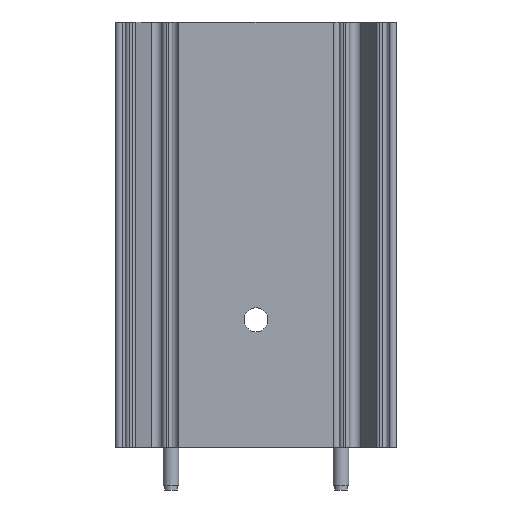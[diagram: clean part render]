
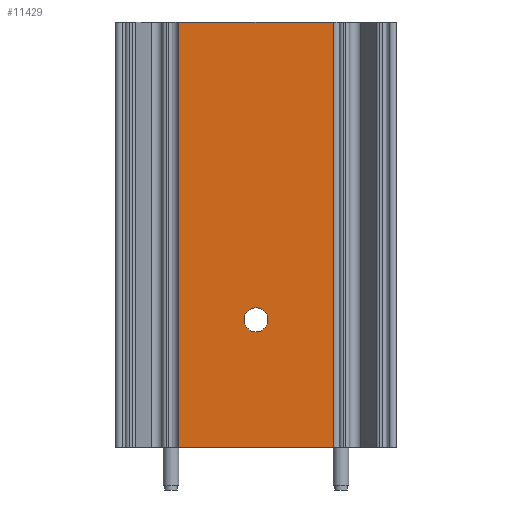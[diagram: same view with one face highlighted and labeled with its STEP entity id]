
A CAD part, front view. The second image highlights one B-rep face of the part: STEP entity #11429.
In plain terms, the highlighted planar face has unit normal (0, -1, 0).
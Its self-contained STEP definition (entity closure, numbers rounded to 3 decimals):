
#91 = PLANE('',#92);
#92 = AXIS2_PLACEMENT_3D('',#93,#94,#95);
#93 = CARTESIAN_POINT('',(0.,0.,31.75));
#94 = DIRECTION('',(0.,0.,1.));
#95 = DIRECTION('',(1.,0.,-0.));
#145 = PLANE('',#146);
#146 = AXIS2_PLACEMENT_3D('',#147,#148,#149);
#147 = CARTESIAN_POINT('',(0.,0.,-31.75));
#148 = DIRECTION('',(0.,0.,1.));
#149 = DIRECTION('',(1.,0.,-0.));
#1512 = VERTEX_POINT('',#1513);
#1513 = CARTESIAN_POINT('',(11.544,0.,31.75));
#1532 = CYLINDRICAL_SURFACE('',#1533,1.156);
#1533 = AXIS2_PLACEMENT_3D('',#1534,#1535,#1536);
#1534 = CARTESIAN_POINT('',(12.7,0.,-31.75));
#1535 = DIRECTION('',(0.,0.,-1.));
#1536 = DIRECTION('',(-1.,0.,0.));
#1544 = EDGE_CURVE('',#1545,#1512,#1547,.T.);
#1545 = VERTEX_POINT('',#1546);
#1546 = CARTESIAN_POINT('',(-11.544,0.,31.75));
#1547 = SURFACE_CURVE('',#1548,(#1552,#1559),.PCURVE_S1.);
#1548 = LINE('',#1549,#1550);
#1549 = CARTESIAN_POINT('',(-11.544,0.,31.75));
#1550 = VECTOR('',#1551,1.);
#1551 = DIRECTION('',(1.,0.,0.));
#1552 = PCURVE('',#91,#1553);
#1553 = DEFINITIONAL_REPRESENTATION('',(#1554),#1558);
#1554 = LINE('',#1555,#1556);
#1555 = CARTESIAN_POINT('',(-11.544,0.));
#1556 = VECTOR('',#1557,1.);
#1557 = DIRECTION('',(1.,0.));
#1558 = ( GEOMETRIC_REPRESENTATION_CONTEXT(2) 
PARAMETRIC_REPRESENTATION_CONTEXT() REPRESENTATION_CONTEXT('2D SPACE',''
  ) );
#1559 = PCURVE('',#1560,#1565);
#1560 = PLANE('',#1561);
#1561 = AXIS2_PLACEMENT_3D('',#1562,#1563,#1564);
#1562 = CARTESIAN_POINT('',(-12.446,0.,-31.75));
#1563 = DIRECTION('',(0.,-1.,0.));
#1564 = DIRECTION('',(1.,0.,0.));
#1565 = DEFINITIONAL_REPRESENTATION('',(#1566),#1570);
#1566 = LINE('',#1567,#1568);
#1567 = CARTESIAN_POINT('',(0.902,63.5));
#1568 = VECTOR('',#1569,1.);
#1569 = DIRECTION('',(1.,0.));
#1570 = ( GEOMETRIC_REPRESENTATION_CONTEXT(2) 
PARAMETRIC_REPRESENTATION_CONTEXT() REPRESENTATION_CONTEXT('2D SPACE',''
  ) );
#1593 = CYLINDRICAL_SURFACE('',#1594,1.156);
#1594 = AXIS2_PLACEMENT_3D('',#1595,#1596,#1597);
#1595 = CARTESIAN_POINT('',(-12.7,0.,-31.75));
#1596 = DIRECTION('',(0.,0.,1.));
#1597 = DIRECTION('',(1.,0.,-0.));
#7967 = VERTEX_POINT('',#7968);
#7968 = CARTESIAN_POINT('',(-11.544,0.,-31.75));
#7990 = EDGE_CURVE('',#7967,#7991,#7993,.T.);
#7991 = VERTEX_POINT('',#7992);
#7992 = CARTESIAN_POINT('',(11.544,0.,-31.75));
#7993 = SURFACE_CURVE('',#7994,(#7998,#8005),.PCURVE_S1.);
#7994 = LINE('',#7995,#7996);
#7995 = CARTESIAN_POINT('',(-11.544,0.,-31.75));
#7996 = VECTOR('',#7997,1.);
#7997 = DIRECTION('',(1.,0.,0.));
#7998 = PCURVE('',#145,#7999);
#7999 = DEFINITIONAL_REPRESENTATION('',(#8000),#8004);
#8000 = LINE('',#8001,#8002);
#8001 = CARTESIAN_POINT('',(-11.544,0.));
#8002 = VECTOR('',#8003,1.);
#8003 = DIRECTION('',(1.,0.));
#8004 = ( GEOMETRIC_REPRESENTATION_CONTEXT(2) 
PARAMETRIC_REPRESENTATION_CONTEXT() REPRESENTATION_CONTEXT('2D SPACE',''
  ) );
#8005 = PCURVE('',#1560,#8006);
#8006 = DEFINITIONAL_REPRESENTATION('',(#8007),#8011);
#8007 = LINE('',#8008,#8009);
#8008 = CARTESIAN_POINT('',(0.902,0.));
#8009 = VECTOR('',#8010,1.);
#8010 = DIRECTION('',(1.,0.));
#8011 = ( GEOMETRIC_REPRESENTATION_CONTEXT(2) 
PARAMETRIC_REPRESENTATION_CONTEXT() REPRESENTATION_CONTEXT('2D SPACE',''
  ) );
#10164 = CYLINDRICAL_SURFACE('',#10165,1.778);
#10165 = AXIS2_PLACEMENT_3D('',#10166,#10167,#10168);
#10166 = CARTESIAN_POINT('',(0.,0.,-12.7));
#10167 = DIRECTION('',(0.,-1.,0.));
#10168 = DIRECTION('',(1.,0.,0.));
#10191 = CYLINDRICAL_SURFACE('',#10192,1.778);
#10192 = AXIS2_PLACEMENT_3D('',#10193,#10194,#10195);
#10193 = CARTESIAN_POINT('',(0.,0.,-12.7));
#10194 = DIRECTION('',(0.,-1.,0.));
#10195 = DIRECTION('',(1.,0.,0.));
#11409 = EDGE_CURVE('',#7967,#1545,#11410,.T.);
#11410 = SURFACE_CURVE('',#11411,(#11415,#11422),.PCURVE_S1.);
#11411 = LINE('',#11412,#11413);
#11412 = CARTESIAN_POINT('',(-11.544,0.,-31.75));
#11413 = VECTOR('',#11414,1.);
#11414 = DIRECTION('',(0.,0.,1.));
#11415 = PCURVE('',#1593,#11416);
#11416 = DEFINITIONAL_REPRESENTATION('',(#11417),#11421);
#11417 = LINE('',#11418,#11419);
#11418 = CARTESIAN_POINT('',(0.,0.));
#11419 = VECTOR('',#11420,1.);
#11420 = DIRECTION('',(0.,1.));
#11421 = ( GEOMETRIC_REPRESENTATION_CONTEXT(2) 
PARAMETRIC_REPRESENTATION_CONTEXT() REPRESENTATION_CONTEXT('2D SPACE',''
  ) );
#11422 = PCURVE('',#1560,#11423);
#11423 = DEFINITIONAL_REPRESENTATION('',(#11424),#11428);
#11424 = LINE('',#11425,#11426);
#11425 = CARTESIAN_POINT('',(0.902,0.));
#11426 = VECTOR('',#11427,1.);
#11427 = DIRECTION('',(0.,1.));
#11428 = ( GEOMETRIC_REPRESENTATION_CONTEXT(2) 
PARAMETRIC_REPRESENTATION_CONTEXT() REPRESENTATION_CONTEXT('2D SPACE',''
  ) );
#11429 = ADVANCED_FACE('',(#11430,#11456),#1560,.T.);
#11430 = FACE_BOUND('',#11431,.F.);
#11431 = EDGE_LOOP('',(#11432,#11453,#11454,#11455));
#11432 = ORIENTED_EDGE('',*,*,#11433,.T.);
#11433 = EDGE_CURVE('',#1512,#7991,#11434,.T.);
#11434 = SURFACE_CURVE('',#11435,(#11439,#11446),.PCURVE_S1.);
#11435 = LINE('',#11436,#11437);
#11436 = CARTESIAN_POINT('',(11.544,0.,31.75));
#11437 = VECTOR('',#11438,1.);
#11438 = DIRECTION('',(0.,0.,-1.));
#11439 = PCURVE('',#1560,#11440);
#11440 = DEFINITIONAL_REPRESENTATION('',(#11441),#11445);
#11441 = LINE('',#11442,#11443);
#11442 = CARTESIAN_POINT('',(23.99,63.5));
#11443 = VECTOR('',#11444,1.);
#11444 = DIRECTION('',(0.,-1.));
#11445 = ( GEOMETRIC_REPRESENTATION_CONTEXT(2) 
PARAMETRIC_REPRESENTATION_CONTEXT() REPRESENTATION_CONTEXT('2D SPACE',''
  ) );
#11446 = PCURVE('',#1532,#11447);
#11447 = DEFINITIONAL_REPRESENTATION('',(#11448),#11452);
#11448 = LINE('',#11449,#11450);
#11449 = CARTESIAN_POINT('',(0.,-63.5));
#11450 = VECTOR('',#11451,1.);
#11451 = DIRECTION('',(0.,1.));
#11452 = ( GEOMETRIC_REPRESENTATION_CONTEXT(2) 
PARAMETRIC_REPRESENTATION_CONTEXT() REPRESENTATION_CONTEXT('2D SPACE',''
  ) );
#11453 = ORIENTED_EDGE('',*,*,#7990,.F.);
#11454 = ORIENTED_EDGE('',*,*,#11409,.T.);
#11455 = ORIENTED_EDGE('',*,*,#1544,.T.);
#11456 = FACE_BOUND('',#11457,.F.);
#11457 = EDGE_LOOP('',(#11458,#11488));
#11458 = ORIENTED_EDGE('',*,*,#11459,.F.);
#11459 = EDGE_CURVE('',#11460,#11462,#11464,.T.);
#11460 = VERTEX_POINT('',#11461);
#11461 = CARTESIAN_POINT('',(-1.778,0.,-12.7));
#11462 = VERTEX_POINT('',#11463);
#11463 = CARTESIAN_POINT('',(1.778,0.,-12.7));
#11464 = SURFACE_CURVE('',#11465,(#11470,#11481),.PCURVE_S1.);
#11465 = CIRCLE('',#11466,1.778);
#11466 = AXIS2_PLACEMENT_3D('',#11467,#11468,#11469);
#11467 = CARTESIAN_POINT('',(0.,0.,-12.7));
#11468 = DIRECTION('',(0.,1.,0.));
#11469 = DIRECTION('',(-1.,0.,0.));
#11470 = PCURVE('',#1560,#11471);
#11471 = DEFINITIONAL_REPRESENTATION('',(#11472),#11480);
#11472 = ( BOUNDED_CURVE() B_SPLINE_CURVE(2,(#11473,#11474,#11475,#11476
    ,#11477,#11478,#11479),.UNSPECIFIED.,.T.,.F.) 
B_SPLINE_CURVE_WITH_KNOTS((1,2,2,2,2,1),(-2.094,0.,
    2.094,4.189,6.283,8.378),
.UNSPECIFIED.) CURVE() GEOMETRIC_REPRESENTATION_ITEM() 
RATIONAL_B_SPLINE_CURVE((1.,0.5,1.,0.5,1.,0.5,1.)) REPRESENTATION_ITEM(
  '') );
#11473 = CARTESIAN_POINT('',(10.668,19.05));
#11474 = CARTESIAN_POINT('',(10.668,22.13));
#11475 = CARTESIAN_POINT('',(13.335,20.59));
#11476 = CARTESIAN_POINT('',(16.002,19.05));
#11477 = CARTESIAN_POINT('',(13.335,17.51));
#11478 = CARTESIAN_POINT('',(10.668,15.97));
#11479 = CARTESIAN_POINT('',(10.668,19.05));
#11480 = ( GEOMETRIC_REPRESENTATION_CONTEXT(2) 
PARAMETRIC_REPRESENTATION_CONTEXT() REPRESENTATION_CONTEXT('2D SPACE',''
  ) );
#11481 = PCURVE('',#10164,#11482);
#11482 = DEFINITIONAL_REPRESENTATION('',(#11483),#11487);
#11483 = LINE('',#11484,#11485);
#11484 = CARTESIAN_POINT('',(3.142,-0.));
#11485 = VECTOR('',#11486,1.);
#11486 = DIRECTION('',(-1.,0.));
#11487 = ( GEOMETRIC_REPRESENTATION_CONTEXT(2) 
PARAMETRIC_REPRESENTATION_CONTEXT() REPRESENTATION_CONTEXT('2D SPACE',''
  ) );
#11488 = ORIENTED_EDGE('',*,*,#11489,.F.);
#11489 = EDGE_CURVE('',#11462,#11460,#11490,.T.);
#11490 = SURFACE_CURVE('',#11491,(#11496,#11507),.PCURVE_S1.);
#11491 = CIRCLE('',#11492,1.778);
#11492 = AXIS2_PLACEMENT_3D('',#11493,#11494,#11495);
#11493 = CARTESIAN_POINT('',(0.,0.,-12.7));
#11494 = DIRECTION('',(-0.,1.,0.));
#11495 = DIRECTION('',(1.,0.,0.));
#11496 = PCURVE('',#1560,#11497);
#11497 = DEFINITIONAL_REPRESENTATION('',(#11498),#11506);
#11498 = ( BOUNDED_CURVE() B_SPLINE_CURVE(2,(#11499,#11500,#11501,#11502
    ,#11503,#11504,#11505),.UNSPECIFIED.,.T.,.F.) 
B_SPLINE_CURVE_WITH_KNOTS((1,2,2,2,2,1),(-2.094,0.,
    2.094,4.189,6.283,8.378),
.UNSPECIFIED.) CURVE() GEOMETRIC_REPRESENTATION_ITEM() 
RATIONAL_B_SPLINE_CURVE((1.,0.5,1.,0.5,1.,0.5,1.)) REPRESENTATION_ITEM(
  '') );
#11499 = CARTESIAN_POINT('',(14.224,19.05));
#11500 = CARTESIAN_POINT('',(14.224,15.97));
#11501 = CARTESIAN_POINT('',(11.557,17.51));
#11502 = CARTESIAN_POINT('',(8.89,19.05));
#11503 = CARTESIAN_POINT('',(11.557,20.59));
#11504 = CARTESIAN_POINT('',(14.224,22.13));
#11505 = CARTESIAN_POINT('',(14.224,19.05));
#11506 = ( GEOMETRIC_REPRESENTATION_CONTEXT(2) 
PARAMETRIC_REPRESENTATION_CONTEXT() REPRESENTATION_CONTEXT('2D SPACE',''
  ) );
#11507 = PCURVE('',#10191,#11508);
#11508 = DEFINITIONAL_REPRESENTATION('',(#11509),#11513);
#11509 = LINE('',#11510,#11511);
#11510 = CARTESIAN_POINT('',(6.283,0.));
#11511 = VECTOR('',#11512,1.);
#11512 = DIRECTION('',(-1.,-0.));
#11513 = ( GEOMETRIC_REPRESENTATION_CONTEXT(2) 
PARAMETRIC_REPRESENTATION_CONTEXT() REPRESENTATION_CONTEXT('2D SPACE',''
  ) );
